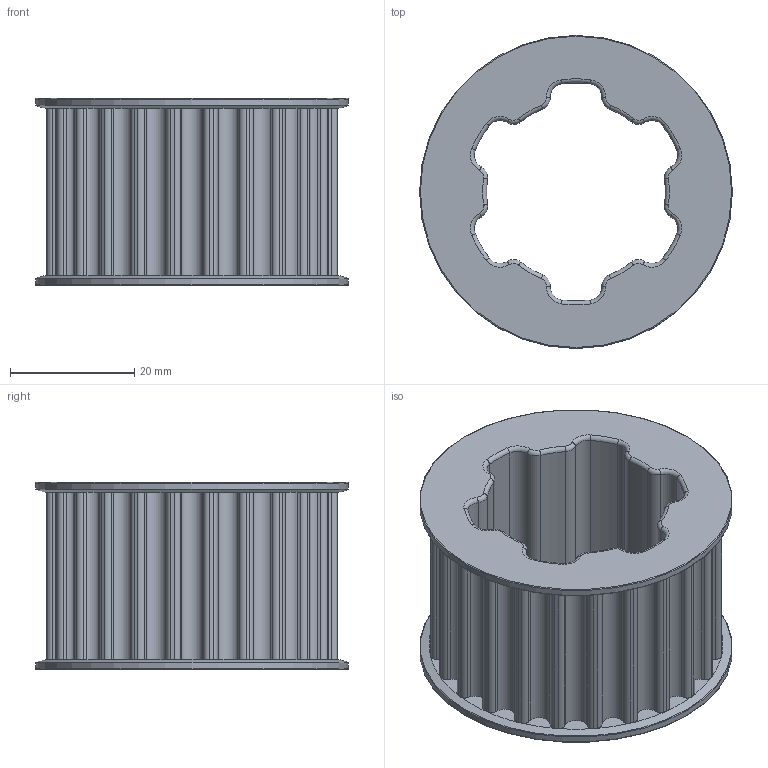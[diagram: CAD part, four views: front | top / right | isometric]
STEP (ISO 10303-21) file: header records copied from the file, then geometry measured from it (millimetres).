
FILE_DESCRIPTION(/* description */ ('STEP AP203','CAx-IF Rec.Pracs.---Representation and Presentation of Product Manufacturing Information (PMI)---4.0---2014-10-13'),/* implementation_level */ '2;1');
FILE_NAME(/* name */ 'REV-25-2224 v1.step',/* time_stamp */ '2025-03-08T09:02:06-05:00',/* author */ (''),/* organization */ (''),/* preprocessor_version */ 'ST-DEVELOPER v20',/* originating_system */ 'Autodesk Translation Framework v13.20.0.188',/* authorisation */ '');
FILE_SCHEMA (('AP242_MANAGED_MODEL_BASED_3D_ENGINEERING_MIM_LF { 1 0 10303 442 1 1 4 }'));
Length unit declared in the file: inch
Products named in the file (1): REV-25-2224
Bounding box: 50.44 x 50.44 x 30.18 mm (x, y, z)
Volume: 24490.8 mm3; surface area: 12538.8 mm2
Topology: 1 solids, 1 shells, 409 faces, 1138 edges, 734 vertices
Faces by surface type: cylinder 326, torus 76, plane 5, cone 2
Full cylindrical faces by diameter (mm): 50.441 x2
Entity records: 13569 total; most frequent: DIRECTION 2768, CARTESIAN_POINT 2282, ORIENTED_EDGE 2276, AXIS2_PLACEMENT_3D 1220, EDGE_CURVE 1138, CIRCLE 810, VERTEX_POINT 734, EDGE_LOOP 414
